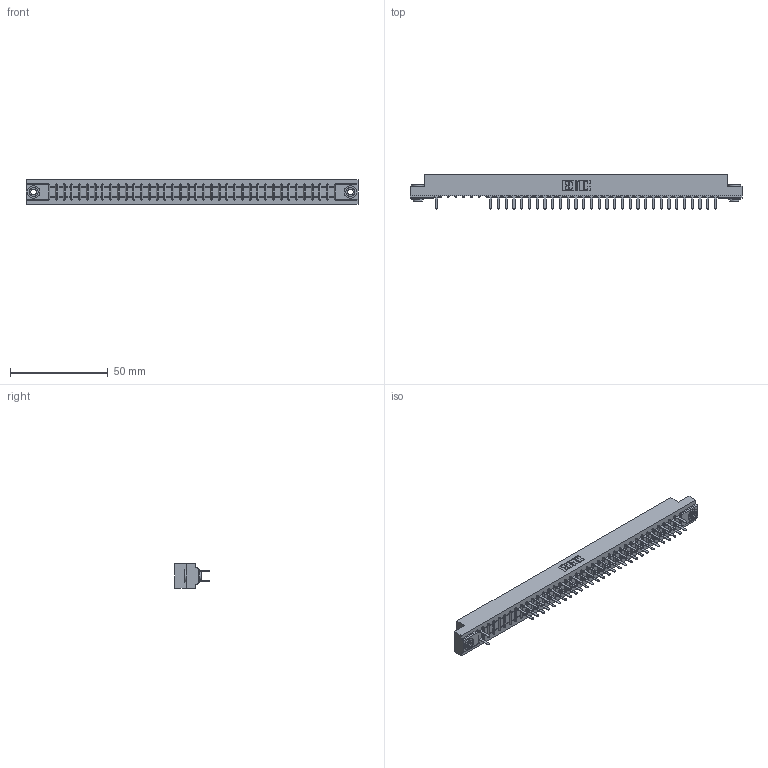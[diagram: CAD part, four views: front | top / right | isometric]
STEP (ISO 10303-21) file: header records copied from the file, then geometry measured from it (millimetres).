
FILE_DESCRIPTION (( 'STEP AP203' ), '1' );
FILE_NAME ('307-074-520-203.STEP', '2018-08-06T15:58:59', ( '' ), ( '' ), 'SwSTEP 2.0', 'SolidWorks 2016', '' );
FILE_SCHEMA (( 'CONFIG_CONTROL_DESIGN' ));
Length unit declared in the file: inch
Products named in the file (4): 307 Part_.156 Dia Mounting Holes; 307-290-001_520; 345-250-002_345-250-002-102; 307-074-520-203
Assembly tree (64 placements, depth 2):
  307-074-520-203
    307 Part_.156 Dia Mounting Holes
    307-290-001_520  x61
    345-250-002_345-250-002-102  x2
Bounding box: 169.62 x 17.42 x 12.7 mm (x, y, z)
Volume: 17879.5 mm3; surface area: 21018.8 mm2
Topology: 64 solids, 64 shells, 3144 faces, 8781 edges, 5666 vertices
Faces by surface type: plane 2063, cylinder 997, sphere 76, cone 8
Entity records: 34137 total; most frequent: CARTESIAN_POINT 5621, ORIENTED_EDGE 5574, DIRECTION 5509, EDGE_CURVE 2787, VECTOR 2129, LINE 2129, VERTEX_POINT 1802, AXIS2_PLACEMENT_3D 1690
